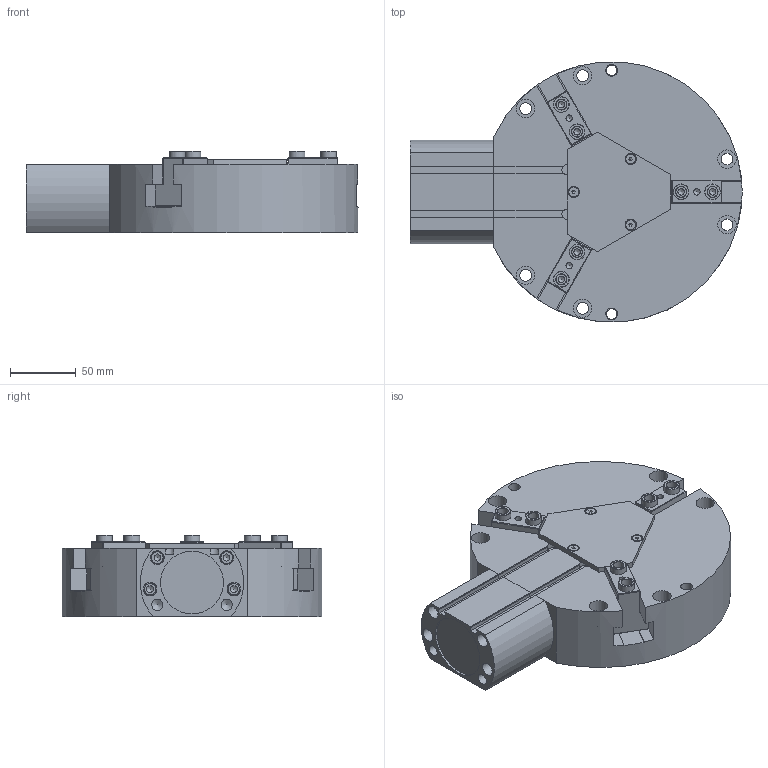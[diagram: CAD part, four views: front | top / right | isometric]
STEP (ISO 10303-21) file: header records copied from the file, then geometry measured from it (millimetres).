
FILE_DESCRIPTION(/* description */ (''),/* implementation_level */ '2;1');
FILE_NAME(/* name */ 'MCL-40 C2-PN.stp',/* time_stamp */ '2017-12-19T15:26:34+01:00',/* author */ ('Tecnico'),/* organization */ (''),/* preprocessor_version */ 'ST-DEVELOPER v16.13',/* originating_system */ 'Autodesk Inventor 2018',/* authorisation */ '');
FILE_SCHEMA (('AUTOMOTIVE_DESIGN { 1 0 10303 214 3 1 1 }'));
Length unit declared in the file: millimetre
Products named in the file (8): MCL-40 COD2; MCL-40 CORPO(CORRECT); MCL-40 GRIFFA; MCL-40 COPERCHIO; MCL-40 CILINDRO(CORRECT); MCL-40 BOCCOLA; AS 1420 - 1973 - M6 x 45; ISO 10642  - M4  x  8
Assembly tree (19 placements, depth 2):
  MCL-40 COD2
    MCL-40 CORPO(CORRECT)
    MCL-40 GRIFFA  x3
    MCL-40 COPERCHIO
    MCL-40 CILINDRO(CORRECT)
    MCL-40 BOCCOLA  x6
    AS 1420 - 1973 - M6 x 45  x4
    ISO 10642  - M4  x  8  x3
Bounding box: 253.46 x 198.29 x 62 mm (x, y, z)
Volume: 1717196.1 mm3; surface area: 224471.8 mm2
Topology: 19 solids, 19 shells, 498 faces, 1095 edges, 660 vertices
Faces by surface type: plane 332, cylinder 92, cone 66, torus 8
Full cylindrical faces by diameter (mm): 3.242 x3, 4 x3, 4.5 x3, 4.917 x13, 6 x6, 6.5 x4, 7.53 x3, 8 x10, 8.566 x4, 9 x8, 10 x4, 10.5 x4, 12 x12, 14 x6, 45 x1, 48 x2
Entity records: 7214 total; most frequent: DIRECTION 1237, CARTESIAN_POINT 1173, ORIENTED_EDGE 1004, EDGE_CURVE 502, AXIS2_PLACEMENT_3D 459, EDGE_LOOP 397, VERTEX_POINT 359, LINE 319
